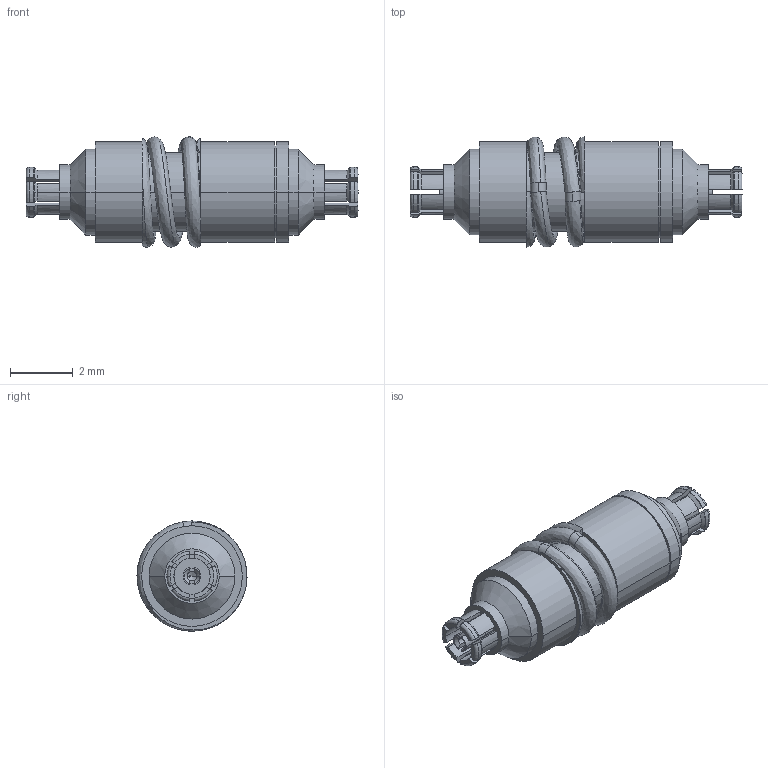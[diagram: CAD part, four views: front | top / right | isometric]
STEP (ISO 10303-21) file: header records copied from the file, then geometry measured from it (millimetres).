
FILE_DESCRIPTION (( 'STEP AP214' ), '1' );
FILE_NAME ('FMAD1749_3D.step', '2024-03-11T15:55:55', ( '' ), ( '' ), 'SwSTEP 2.0', 'SolidWorks 2022', '' );
FILE_SCHEMA (( 'AUTOMOTIVE_DESIGN' ));
Length unit declared in the file: millimetre
Products named in the file (1): FMAD1749_3D
Bounding box: 10.55 x 3.5 x 3.5 mm (x, y, z)
Volume: 57.7 mm3; surface area: 163.7 mm2
Topology: 2 solids, 2 shells, 198 faces, 527 edges, 339 vertices
Faces by surface type: plane 78, cylinder 52, cone 34, torus 28, bspline 6
Entity records: 8733 total; most frequent: CARTESIAN_POINT 3780, ORIENTED_EDGE 1046, DIRECTION 996, EDGE_CURVE 523, AXIS2_PLACEMENT_3D 398, VERTEX_POINT 339, EDGE_LOOP 208, CIRCLE 205
